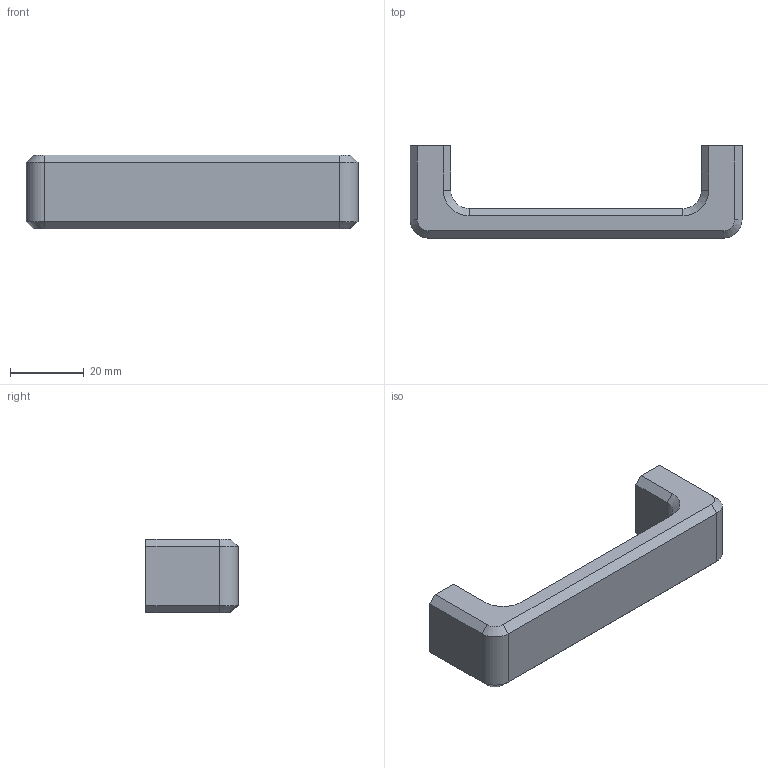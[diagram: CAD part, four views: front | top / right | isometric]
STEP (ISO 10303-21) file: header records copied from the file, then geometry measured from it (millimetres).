
FILE_DESCRIPTION(/* description */ (''),/* implementation_level */ '2;1');
FILE_NAME(/* name */ 'draw handle v1.stp',/* time_stamp */ '2021-10-12T21:20:18+01:00',/* author */ (''),/* organization */ (''),/* preprocessor_version */ 'ST-DEVELOPER v18.1',/* originating_system */ 'Autodesk Translation Framework v10.10.0.1391',/* authorisation */ '');
FILE_SCHEMA (('AUTOMOTIVE_DESIGN { 1 0 10303 214 3 1 1 }'));
Length unit declared in the file: millimetre
Products named in the file (1): draw handle
Bounding box: 90 x 25 x 20 mm (x, y, z)
Volume: 19402.4 mm3; surface area: 8351.8 mm2
Topology: 1 solids, 1 shells, 68 faces, 175 edges, 111 vertices
Faces by surface type: plane 46, cylinder 12, cone 8, torus 2
Full cylindrical faces by diameter (mm): 3.665 x2
Entity records: 2086 total; most frequent: CARTESIAN_POINT 379, ORIENTED_EDGE 350, DIRECTION 347, EDGE_CURVE 175, LINE 125, VECTOR 125, VERTEX_POINT 111, AXIS2_PLACEMENT_3D 111
